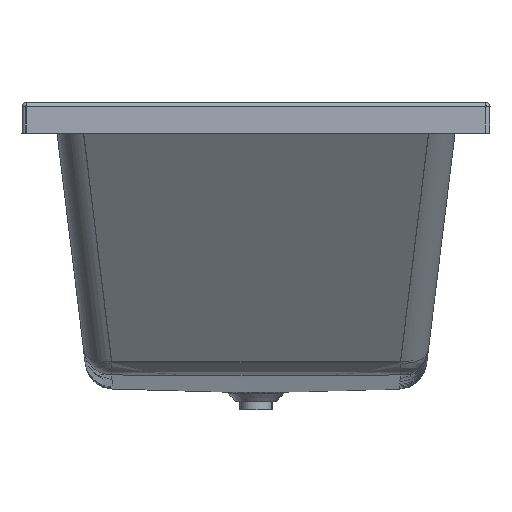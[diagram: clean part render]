
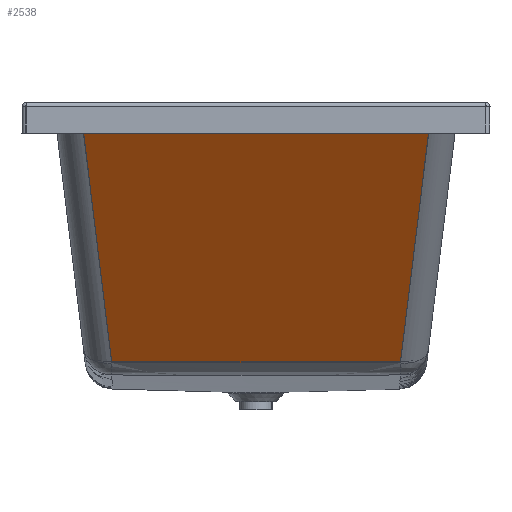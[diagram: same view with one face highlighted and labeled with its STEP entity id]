
A CAD part, front view. The second image highlights one B-rep face of the part: STEP entity #2538.
In plain terms, the highlighted planar face has unit normal (0, -0.819, -0.574).
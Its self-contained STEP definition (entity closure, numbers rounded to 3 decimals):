
#2322=CARTESIAN_POINT('',(231.511,-508.226,181.727));
#2323=VERTEX_POINT('',#2322);
#2332=CARTESIAN_POINT('',(282.15,-797.006,594.147));
#2333=VERTEX_POINT('',#2332);
#2341=CARTESIAN_POINT('',(282.15,-797.006,594.147));
#2342=DIRECTION('',(-0.1,0.571,-0.815));
#2343=VECTOR('',#2342,506.013);
#2344=LINE('',#2341,#2343);
#2345=EDGE_CURVE('',#2333,#2323,#2344,.T.);
#2502=CARTESIAN_POINT('',(0.0,-799.096,597.132));
#2503=DIRECTION('',(0.0,-0.819,-0.574));
#2504=DIRECTION('',(-1.0,0.0,0.0));
#2505=AXIS2_PLACEMENT_3D('',#2502,#2503,#2504);
#2506=PLANE('',#2505);
#2507=CARTESIAN_POINT('',(-231.511,-508.226,181.727));
#2508=VERTEX_POINT('',#2507);
#2509=CARTESIAN_POINT('',(-231.511,-508.226,181.727));
#2510=CARTESIAN_POINT('',(-177.783,-508.014,181.424));
#2511=CARTESIAN_POINT('',(-124.167,-507.861,181.206));
#2512=CARTESIAN_POINT('',(-70.644,-507.77,181.076));
#2513=CARTESIAN_POINT('',(21.795,-507.721,181.005));
#2514=CARTESIAN_POINT('',(114.303,-507.858,181.201));
#2515=CARTESIAN_POINT('',(153.317,-507.948,181.331));
#2516=CARTESIAN_POINT('',(192.385,-508.071,181.506));
#2517=CARTESIAN_POINT('',(231.511,-508.226,181.727));
#2518=B_SPLINE_CURVE_WITH_KNOTS('',5,(#2509,#2510,#2511,#2512,#2513,#2514,#2515,#2516,#2517),.UNSPECIFIED.,.F.,.U.,(6,3,6),(704.363,1050.723,1302.957),.UNSPECIFIED.);
#2519=EDGE_CURVE('',#2508,#2323,#2518,.T.);
#2520=ORIENTED_EDGE('',*,*,#2519,.T.);
#2521=ORIENTED_EDGE('',*,*,#2345,.F.);
#2522=CARTESIAN_POINT('',(-282.15,-797.006,594.147));
#2523=VERTEX_POINT('',#2522);
#2524=CARTESIAN_POINT('',(282.15,-797.006,594.147));
#2525=DIRECTION('',(-1.0,0.0,0.0));
#2526=VECTOR('',#2525,564.3);
#2527=LINE('',#2524,#2526);
#2528=EDGE_CURVE('',#2333,#2523,#2527,.T.);
#2529=ORIENTED_EDGE('',*,*,#2528,.T.);
#2530=CARTESIAN_POINT('',(-282.15,-797.006,594.147));
#2531=DIRECTION('',(0.1,0.571,-0.815));
#2532=VECTOR('',#2531,506.013);
#2533=LINE('',#2530,#2532);
#2534=EDGE_CURVE('',#2523,#2508,#2533,.T.);
#2535=ORIENTED_EDGE('',*,*,#2534,.T.);
#2536=EDGE_LOOP('',(#2520,#2521,#2529,#2535));
#2537=FACE_OUTER_BOUND('',#2536,.T.);
#2538=ADVANCED_FACE('',(#2537),#2506,.T.);
